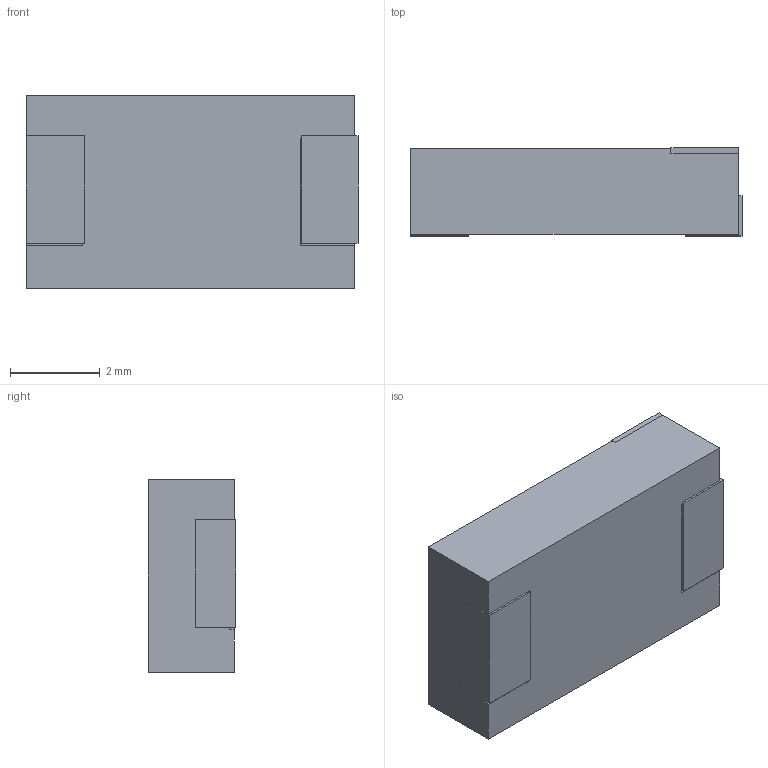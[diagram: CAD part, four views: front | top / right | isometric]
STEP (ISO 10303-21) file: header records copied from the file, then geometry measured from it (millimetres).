
FILE_DESCRIPTION (( 'STEP AP214' ), '1' );
FILE_NAME ('AEEFCX0J101R_1.STEP', '2024-10-25T10:03:49', ( '' ), ( '' ), 'SwSTEP 2.0', 'SolidWorks 2024', '' );
FILE_SCHEMA (( 'AUTOMOTIVE_DESIGN' ));
Length unit declared in the file: millimetre
Products named in the file (4): EEFSX0D181ER_4; EEFSX0D181ER_3; 1; AEEFCX0J101R_1
Assembly tree (3 placements, depth 2):
  AEEFCX0J101R_1
    1
    EEFSX0D181ER_4
    EEFSX0D181ER_3
Bounding box: 7.4 x 1.96 x 4.3 mm (x, y, z)
Volume: 60 mm3; surface area: 143.3 mm2
Topology: 4 solids, 4 shells, 51 faces, 129 edges, 86 vertices
Faces by surface type: plane 51
Entity records: 1699 total; most frequent: CARTESIAN_POINT 272, ORIENTED_EDGE 258, DIRECTION 243, VECTOR 129, LINE 129, EDGE_CURVE 129, VERTEX_POINT 86, AXIS2_PLACEMENT_3D 57
